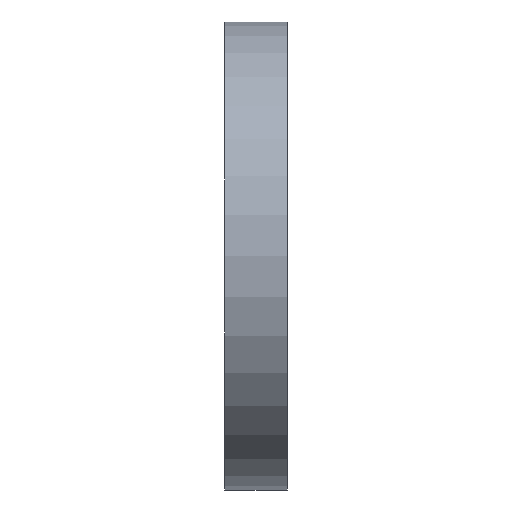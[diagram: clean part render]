
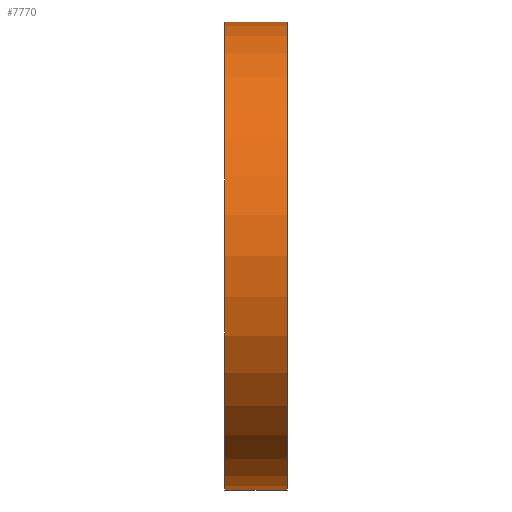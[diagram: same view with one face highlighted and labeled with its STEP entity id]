
A CAD part, left-side view. The second image highlights one B-rep face of the part: STEP entity #7770.
In plain terms, the highlighted cylindrical face has radius 15 mm (diameter 30 mm), a partial arc.
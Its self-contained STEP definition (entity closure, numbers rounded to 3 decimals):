
#72 = VERTEX_POINT ( 'NONE', #5607 ) ;
#260 = AXIS2_PLACEMENT_3D ( 'NONE', #2879, #12405, #12535 ) ;
#808 = VERTEX_POINT ( 'NONE', #4245 ) ;
#1603 = AXIS2_PLACEMENT_3D ( 'NONE', #6276, #10752, #4264 ) ;
#1719 = CIRCLE ( 'NONE', #12697, 15. ) ;
#1995 = VECTOR ( 'NONE', #12009, 1000. ) ;
#2879 = CARTESIAN_POINT ( 'NONE',  ( 0., 2., 0. ) ) ;
#3506 = ORIENTED_EDGE ( 'NONE', *, *, #3893, .F. ) ;
#3712 = CYLINDRICAL_SURFACE ( 'NONE', #1603, 15. ) ;
#3893 = EDGE_CURVE ( 'NONE', #808, #6804, #13210, .T. ) ;
#4245 = CARTESIAN_POINT ( 'NONE',  ( 0., 2., 15. ) ) ;
#4264 = DIRECTION ( 'NONE',  ( 0., 0., -1. ) ) ;
#4451 = CARTESIAN_POINT ( 'NONE',  ( 0., 2., -15. ) ) ;
#4669 = ORIENTED_EDGE ( 'NONE', *, *, #10666, .T. ) ;
#4702 = CARTESIAN_POINT ( 'NONE',  ( 0., -2., 0. ) ) ;
#5114 = CARTESIAN_POINT ( 'NONE',  ( 0., 2., 15. ) ) ;
#5214 = FACE_OUTER_BOUND ( 'NONE', #6663, .T. ) ;
#5607 = CARTESIAN_POINT ( 'NONE',  ( 0., 2., -15. ) ) ;
#6276 = CARTESIAN_POINT ( 'NONE',  ( 0., 2., 0. ) ) ;
#6342 = EDGE_CURVE ( 'NONE', #13479, #6804, #1719, .T. ) ;
#6663 = EDGE_LOOP ( 'NONE', ( #3506, #13051, #4669, #10729 ) ) ;
#6804 = VERTEX_POINT ( 'NONE', #6986 ) ;
#6986 = CARTESIAN_POINT ( 'NONE',  ( 0., -2., 15. ) ) ;
#7770 = ADVANCED_FACE ( 'NONE', ( #5214 ), #3712, .T. ) ;
#8582 = LINE ( 'NONE', #4451, #1995 ) ;
#8754 = CIRCLE ( 'NONE', #260, 15. ) ;
#9245 = DIRECTION ( 'NONE',  ( 0., 0., 1. ) ) ;
#9670 = VECTOR ( 'NONE', #12661, 1000. ) ;
#10666 = EDGE_CURVE ( 'NONE', #72, #13479, #8582, .T. ) ;
#10729 = ORIENTED_EDGE ( 'NONE', *, *, #6342, .T. ) ;
#10752 = DIRECTION ( 'NONE',  ( 0., -1., 0. ) ) ;
#11318 = DIRECTION ( 'NONE',  ( 0., 1., 0. ) ) ;
#11685 = EDGE_CURVE ( 'NONE', #72, #808, #8754, .T. ) ;
#12009 = DIRECTION ( 'NONE',  ( 0., -1., 0. ) ) ;
#12405 = DIRECTION ( 'NONE',  ( 0., 1., 0. ) ) ;
#12535 = DIRECTION ( 'NONE',  ( 0., 0., 1. ) ) ;
#12661 = DIRECTION ( 'NONE',  ( 0., -1., 0. ) ) ;
#12697 = AXIS2_PLACEMENT_3D ( 'NONE', #4702, #11318, #9245 ) ;
#13051 = ORIENTED_EDGE ( 'NONE', *, *, #11685, .F. ) ;
#13058 = CARTESIAN_POINT ( 'NONE',  ( 0., -2., -15. ) ) ;
#13210 = LINE ( 'NONE', #5114, #9670 ) ;
#13479 = VERTEX_POINT ( 'NONE', #13058 ) ;
